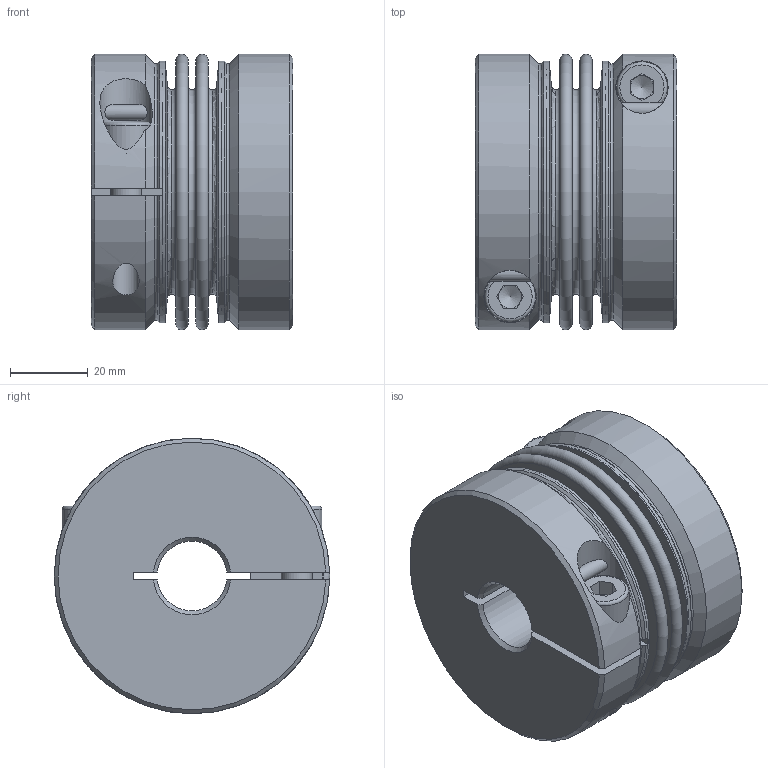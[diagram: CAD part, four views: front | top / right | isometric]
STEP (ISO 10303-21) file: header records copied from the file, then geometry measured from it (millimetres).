
FILE_DESCRIPTION( ( 'Unknown' ), '1' );
FILE_NAME( 'KG 140 - 2W.stp', 'Unknown', ( 'Unknown' ), ( 'Unknown' ), 'PSStep 10.1', 'Unknown', ' ' );
FILE_SCHEMA( ( 'AUTOMOTIVE_DESIGN { 1 0 10303 214 1 1 1 1 }' ) );
Length unit declared in the file: millimetre
Products named in the file (1): KT100077-oa2
Bounding box: 52 x 71 x 71 mm (x, y, z)
Volume: 135896.2 mm3; surface area: 52093.5 mm2
Topology: 1 solids, 1 shells, 116 faces, 287 edges, 185 vertices
Faces by surface type: plane 56, cylinder 22, cone 20, torus 18
Full cylindrical faces by diameter (mm): 6.8 x2, 8 x2, 8.6 x2, 13 x2, 13.5 x2, 67.1 x2, 67.5 x2
Entity records: 4640 total; most frequent: CARTESIAN_POINT 1169, DIRECTION 550, ORIENTED_EDGE 452, EDGE_CURVE 226, AXIS2_PLACEMENT_3D 225, EDGE_LOOP 172, VERTEX_POINT 164, FACE_OUTER_BOUND 146
